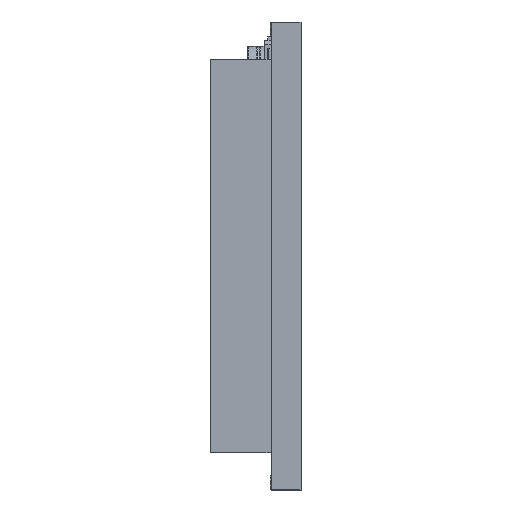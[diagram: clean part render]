
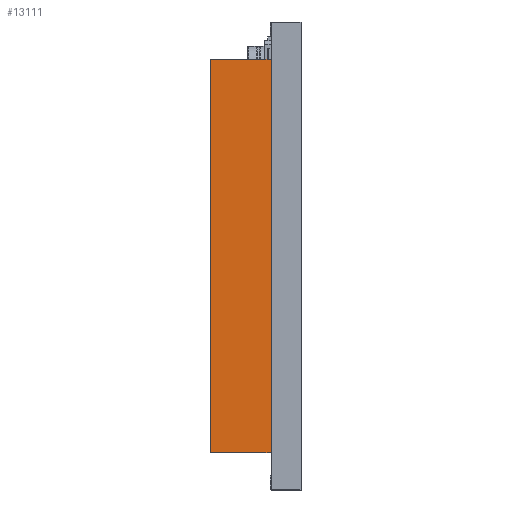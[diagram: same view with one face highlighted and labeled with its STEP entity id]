
A CAD part, left-side view. The second image highlights one B-rep face of the part: STEP entity #13111.
In plain terms, the highlighted planar face has unit normal (-1, 0, 0).
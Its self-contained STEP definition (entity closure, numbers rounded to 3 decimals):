
#37 = EDGE_CURVE ( 'NONE', #1014, #6421, #1978, .T. ) ;
#1014 = VERTEX_POINT ( 'NONE', #13138 ) ;
#1046 = DIRECTION ( 'NONE',  ( 0., 0., -1. ) ) ;
#1595 = VERTEX_POINT ( 'NONE', #8176 ) ;
#1978 = LINE ( 'NONE', #3486, #9813 ) ;
#1996 = CARTESIAN_POINT ( 'NONE',  ( -18.5, 4.85, 10.5 ) ) ;
#2696 = ORIENTED_EDGE ( 'NONE', *, *, #6767, .T. ) ;
#2980 = DIRECTION ( 'NONE',  ( 0., -1., 0. ) ) ;
#3473 = VECTOR ( 'NONE', #7415, 1000. ) ;
#3486 = CARTESIAN_POINT ( 'NONE',  ( -18.5, 4.85, -10.5 ) ) ;
#4102 = LINE ( 'NONE', #1996, #9220 ) ;
#4820 = AXIS2_PLACEMENT_3D ( 'NONE', #10224, #7178, #1046 ) ;
#5059 = VERTEX_POINT ( 'NONE', #7061 ) ;
#5949 = VECTOR ( 'NONE', #7396, 1000. ) ;
#5994 = ORIENTED_EDGE ( 'NONE', *, *, #10987, .F. ) ;
#6183 = LINE ( 'NONE', #10471, #3473 ) ;
#6421 = VERTEX_POINT ( 'NONE', #9797 ) ;
#6711 = ORIENTED_EDGE ( 'NONE', *, *, #8726, .F. ) ;
#6767 = EDGE_CURVE ( 'NONE', #6421, #5059, #8660, .T. ) ;
#6805 = EDGE_LOOP ( 'NONE', ( #2696, #6711, #5994, #13224 ) ) ;
#7061 = CARTESIAN_POINT ( 'NONE',  ( -18.5, 1.6, 10.5 ) ) ;
#7178 = DIRECTION ( 'NONE',  ( 1., 0., 0. ) ) ;
#7396 = DIRECTION ( 'NONE',  ( 0., 0., 1. ) ) ;
#7415 = DIRECTION ( 'NONE',  ( 0., 0., 1. ) ) ;
#8150 = PLANE ( 'NONE',  #4820 ) ;
#8176 = CARTESIAN_POINT ( 'NONE',  ( -18.5, 4.85, 10.5 ) ) ;
#8660 = LINE ( 'NONE', #9419, #5949 ) ;
#8726 = EDGE_CURVE ( 'NONE', #1595, #5059, #4102, .T. ) ;
#9015 = FACE_OUTER_BOUND ( 'NONE', #6805, .T. ) ;
#9220 = VECTOR ( 'NONE', #2980, 1000. ) ;
#9419 = CARTESIAN_POINT ( 'NONE',  ( -18.5, 1.6, -10.5 ) ) ;
#9797 = CARTESIAN_POINT ( 'NONE',  ( -18.5, 1.6, -10.5 ) ) ;
#9813 = VECTOR ( 'NONE', #13302, 1000. ) ;
#10224 = CARTESIAN_POINT ( 'NONE',  ( -18.5, 4.85, -10.5 ) ) ;
#10471 = CARTESIAN_POINT ( 'NONE',  ( -18.5, 4.85, -10.5 ) ) ;
#10987 = EDGE_CURVE ( 'NONE', #1014, #1595, #6183, .T. ) ;
#13111 = ADVANCED_FACE ( 'NONE', ( #9015 ), #8150, .F. ) ;
#13138 = CARTESIAN_POINT ( 'NONE',  ( -18.5, 4.85, -10.5 ) ) ;
#13224 = ORIENTED_EDGE ( 'NONE', *, *, #37, .T. ) ;
#13302 = DIRECTION ( 'NONE',  ( 0., -1., 0. ) ) ;
